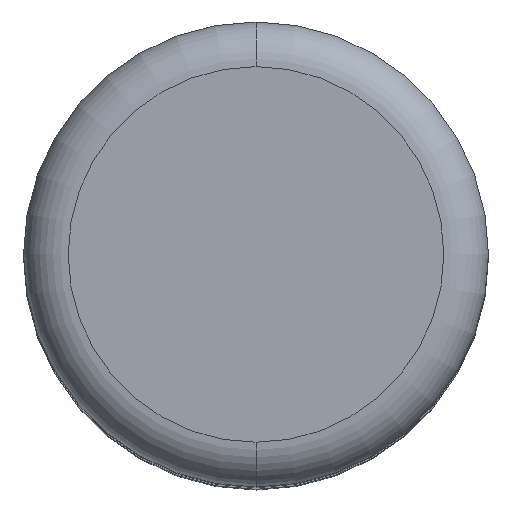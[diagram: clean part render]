
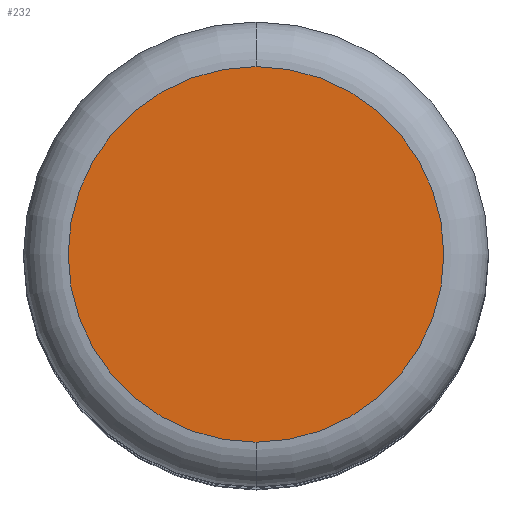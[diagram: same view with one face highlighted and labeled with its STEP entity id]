
A CAD part, top view. The second image highlights one B-rep face of the part: STEP entity #232.
In plain terms, the highlighted face is planar.
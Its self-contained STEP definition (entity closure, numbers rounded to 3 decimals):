
#130=CARTESIAN_POINT('',(0.,0.,0.));
#131=DIRECTION('',(0.,0.,-1.));
#132=DIRECTION('',(0.,-1.,0.));
#133=AXIS2_PLACEMENT_3D('',#130,#131,#132);
#139=CARTESIAN_POINT('',(0.,0.,0.));
#140=DIRECTION('',(0.,0.,-1.));
#141=DIRECTION('',(0.,1.,0.));
#142=AXIS2_PLACEMENT_3D('',#139,#140,#141);
#213=CARTESIAN_POINT('',(0.,-2.1,0.));
#214=CARTESIAN_POINT('',(0.,2.1,0.));
#215=VERTEX_POINT('',#213);
#216=VERTEX_POINT('',#214);
#221=CARTESIAN_POINT('',(0.,0.,0.));
#222=DIRECTION('',(0.,0.,1.));
#223=DIRECTION('',(0.,-1.,0.));
#224=AXIS2_PLACEMENT_3D('',#221,#222,#223);
#225=PLANE('',#224);
#227=ORIENTED_EDGE('',*,*,#226,.F.);
#229=ORIENTED_EDGE('',*,*,#228,.F.);
#230=EDGE_LOOP('',(#227,#229));
#231=FACE_OUTER_BOUND('',#230,.F.);
#134=CIRCLE('',#133,2.1);
#143=CIRCLE('',#142,2.1);
#226=EDGE_CURVE('',#215,#216,#134,.T.);
#228=EDGE_CURVE('',#216,#215,#143,.T.);
#232=ADVANCED_FACE('',(#231),#225,.F.);
